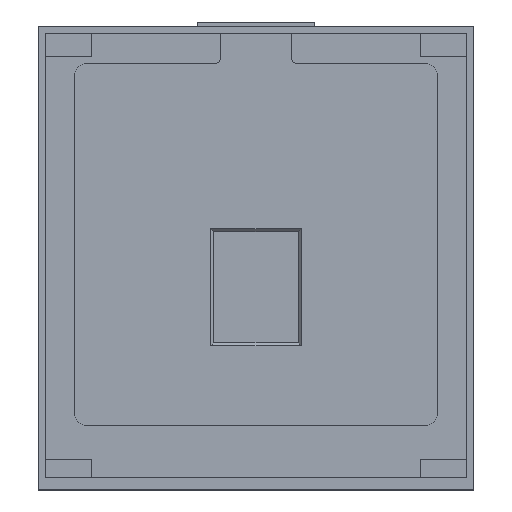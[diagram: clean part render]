
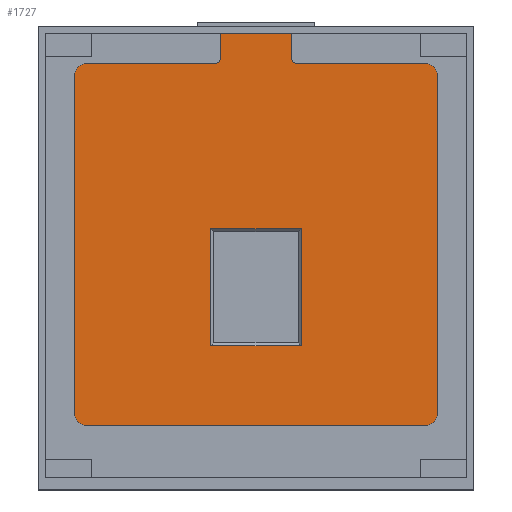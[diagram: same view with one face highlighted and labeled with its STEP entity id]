
A CAD part, top view. The second image highlights one B-rep face of the part: STEP entity #1727.
In plain terms, the highlighted free-form (B-spline) face has degree [1, 1] with [2, 2] control points.
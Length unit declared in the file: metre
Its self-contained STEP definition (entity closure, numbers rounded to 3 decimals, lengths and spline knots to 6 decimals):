
#105=LINE('',#2602,#277);
#118=LINE('',#2667,#290);
#119=LINE('',#2672,#291);
#120=LINE('',#2676,#292);
#121=LINE('',#2680,#293);
#122=LINE('',#2681,#294);
#123=LINE('',#2685,#295);
#124=LINE('',#2689,#296);
#125=LINE('',#2692,#297);
#126=LINE('',#2695,#298);
#127=LINE('',#2697,#299);
#128=LINE('',#2699,#300);
#277=VECTOR('',#2002,1.);
#290=VECTOR('',#2023,1.);
#291=VECTOR('',#2026,1.);
#292=VECTOR('',#2029,1.);
#293=VECTOR('',#2032,1.);
#294=VECTOR('',#2033,1.);
#295=VECTOR('',#2036,1.);
#296=VECTOR('',#2039,1.);
#297=VECTOR('',#2042,1.);
#298=VECTOR('',#2043,1.);
#299=VECTOR('',#2044,1.);
#300=VECTOR('',#2045,1.);
#388=B_SPLINE_SURFACE_WITH_KNOTS('',1,1,((#2663,#2664),(#2665,#2666)),
 .PLANE_SURF.,.F.,.F.,.F.,(2,2),(2,2),(0.,1.),(0.,1.),.UNSPECIFIED.);
#639=ORIENTED_EDGE('',*,*,#1119,.F.);
#640=ORIENTED_EDGE('',*,*,#1120,.T.);
#641=ORIENTED_EDGE('',*,*,#1121,.F.);
#642=ORIENTED_EDGE('',*,*,#1122,.T.);
#643=ORIENTED_EDGE('',*,*,#1123,.T.);
#644=ORIENTED_EDGE('',*,*,#1124,.T.);
#645=ORIENTED_EDGE('',*,*,#1125,.T.);
#646=ORIENTED_EDGE('',*,*,#1094,.T.);
#647=ORIENTED_EDGE('',*,*,#1102,.F.);
#648=ORIENTED_EDGE('',*,*,#1105,.T.);
#649=ORIENTED_EDGE('',*,*,#1126,.F.);
#650=ORIENTED_EDGE('',*,*,#1127,.T.);
#651=ORIENTED_EDGE('',*,*,#1128,.T.);
#652=ORIENTED_EDGE('',*,*,#1129,.T.);
#653=ORIENTED_EDGE('',*,*,#1130,.T.);
#654=ORIENTED_EDGE('',*,*,#1131,.T.);
#655=ORIENTED_EDGE('',*,*,#1132,.T.);
#656=ORIENTED_EDGE('',*,*,#1133,.T.);
#657=ORIENTED_EDGE('',*,*,#1134,.T.);
#658=ORIENTED_EDGE('',*,*,#1135,.T.);
#1094=EDGE_CURVE('',#1329,#1332,#1421,.T.);
#1102=EDGE_CURVE('',#1338,#1332,#105,.T.);
#1105=EDGE_CURVE('',#1338,#1340,#1422,.T.);
#1119=EDGE_CURVE('',#1347,#1348,#118,.F.);
#1120=EDGE_CURVE('',#1347,#1349,#1425,.T.);
#1121=EDGE_CURVE('',#1350,#1349,#119,.T.);
#1122=EDGE_CURVE('',#1350,#1351,#1426,.T.);
#1123=EDGE_CURVE('',#1351,#1352,#120,.F.);
#1124=EDGE_CURVE('',#1352,#1353,#1427,.F.);
#1125=EDGE_CURVE('',#1353,#1329,#121,.T.);
#1126=EDGE_CURVE('',#1354,#1340,#122,.T.);
#1127=EDGE_CURVE('',#1354,#1355,#1428,.F.);
#1128=EDGE_CURVE('',#1355,#1356,#123,.F.);
#1129=EDGE_CURVE('',#1356,#1357,#1429,.T.);
#1130=EDGE_CURVE('',#1357,#1358,#124,.T.);
#1131=EDGE_CURVE('',#1358,#1348,#1430,.T.);
#1132=EDGE_CURVE('',#1359,#1360,#125,.T.);
#1133=EDGE_CURVE('',#1360,#1361,#126,.T.);
#1134=EDGE_CURVE('',#1361,#1362,#127,.T.);
#1135=EDGE_CURVE('',#1362,#1359,#128,.T.);
#1329=VERTEX_POINT('',#2532);
#1332=VERTEX_POINT('',#2537);
#1338=VERTEX_POINT('',#2601);
#1340=VERTEX_POINT('',#2614);
#1347=VERTEX_POINT('',#2668);
#1348=VERTEX_POINT('',#2669);
#1349=VERTEX_POINT('',#2671);
#1350=VERTEX_POINT('',#2673);
#1351=VERTEX_POINT('',#2675);
#1352=VERTEX_POINT('',#2677);
#1353=VERTEX_POINT('',#2679);
#1354=VERTEX_POINT('',#2682);
#1355=VERTEX_POINT('',#2684);
#1356=VERTEX_POINT('',#2686);
#1357=VERTEX_POINT('',#2688);
#1358=VERTEX_POINT('',#2690);
#1359=VERTEX_POINT('',#2693);
#1360=VERTEX_POINT('',#2694);
#1361=VERTEX_POINT('',#2696);
#1362=VERTEX_POINT('',#2698);
#1421=CIRCLE('',#1840,0.001);
#1422=CIRCLE('',#1842,0.001);
#1425=CIRCLE('',#1845,0.002);
#1426=CIRCLE('',#1846,0.002);
#1427=CIRCLE('',#1847,0.001);
#1428=CIRCLE('',#1848,0.001);
#1429=CIRCLE('',#1849,0.002);
#1430=CIRCLE('',#1850,0.002);
#1483=EDGE_LOOP('',(#639,#640,#641,#642,#643,#644,#645,#646,#647,#648,#649,
#650,#651,#652,#653,#654));
#1484=EDGE_LOOP('',(#655,#656,#657,#658));
#1595=FACE_BOUND('',#1483,.T.);
#1596=FACE_BOUND('',#1484,.T.);
#1727=ADVANCED_FACE('',(#1595,#1596),#388,.T.);
#1840=AXIS2_PLACEMENT_3D('',#2538,#1997,#1998);
#1842=AXIS2_PLACEMENT_3D('',#2615,#2006,#2007);
#1845=AXIS2_PLACEMENT_3D('',#2670,#2024,#2025);
#1846=AXIS2_PLACEMENT_3D('',#2674,#2027,#2028);
#1847=AXIS2_PLACEMENT_3D('',#2678,#2030,#2031);
#1848=AXIS2_PLACEMENT_3D('',#2683,#2034,#2035);
#1849=AXIS2_PLACEMENT_3D('',#2687,#2037,#2038);
#1850=AXIS2_PLACEMENT_3D('',#2691,#2040,#2041);
#1997=DIRECTION('',(0.,0.,1.));
#1998=DIRECTION('',(1.,0.,0.));
#2002=DIRECTION('',(1.,0.,0.));
#2006=DIRECTION('',(0.,0.,1.));
#2007=DIRECTION('',(1.,0.,0.));
#2023=DIRECTION('',(1.,0.,0.));
#2024=DIRECTION('',(0.,0.,1.));
#2025=DIRECTION('',(1.,0.,0.));
#2026=DIRECTION('',(0.,-1.,0.));
#2027=DIRECTION('',(0.,0.,1.));
#2028=DIRECTION('',(1.,0.,0.));
#2029=DIRECTION('',(1.,0.,0.));
#2030=DIRECTION('',(0.,0.,1.));
#2031=DIRECTION('',(1.,0.,0.));
#2032=DIRECTION('',(0.,1.,0.));
#2033=DIRECTION('',(0.,1.,0.));
#2034=DIRECTION('',(0.,0.,1.));
#2035=DIRECTION('',(1.,0.,0.));
#2036=DIRECTION('',(1.,0.,0.));
#2037=DIRECTION('',(0.,0.,1.));
#2038=DIRECTION('',(1.,0.,0.));
#2039=DIRECTION('',(0.,-1.,0.));
#2040=DIRECTION('',(0.,0.,1.));
#2041=DIRECTION('',(1.,0.,0.));
#2042=DIRECTION('',(1.,0.,0.));
#2043=DIRECTION('',(0.,-1.,0.));
#2044=DIRECTION('',(-1.,0.,0.));
#2045=DIRECTION('',(0.,1.,0.));
#2532=CARTESIAN_POINT('',(0.00615,0.0335,0.0245));
#2537=CARTESIAN_POINT('',(0.00515,0.0345,0.0245));
#2538=CARTESIAN_POINT('',(0.00515,0.0335,0.0245));
#2601=CARTESIAN_POINT('',(-0.00515,0.0345,0.0245));
#2602=CARTESIAN_POINT('',(0.,0.0345,0.0245));
#2614=CARTESIAN_POINT('',(-0.00615,0.0335,0.0245));
#2615=CARTESIAN_POINT('',(-0.00515,0.0335,0.0245));
#2663=CARTESIAN_POINT('',(-0.03443,-0.037635,0.0245));
#2664=CARTESIAN_POINT('',(-0.03443,0.037935,0.0245));
#2665=CARTESIAN_POINT('',(0.03443,-0.037635,0.0245));
#2666=CARTESIAN_POINT('',(0.03443,0.037935,0.0245));
#2667=CARTESIAN_POINT('',(0.,-0.0342,0.0245));
#2668=CARTESIAN_POINT('',(0.0293,-0.0342,0.0245));
#2669=CARTESIAN_POINT('',(-0.0293,-0.0342,0.0245));
#2670=CARTESIAN_POINT('',(0.0293,-0.0322,0.0245));
#2671=CARTESIAN_POINT('',(0.0313,-0.0322,0.0245));
#2672=CARTESIAN_POINT('',(0.0313,-0.003,0.0245));
#2673=CARTESIAN_POINT('',(0.0313,0.0262,0.0245));
#2674=CARTESIAN_POINT('',(0.0293,0.0262,0.0245));
#2675=CARTESIAN_POINT('',(0.0293,0.0282,0.0245));
#2676=CARTESIAN_POINT('',(0.,0.0282,0.0245));
#2677=CARTESIAN_POINT('',(0.00715,0.0282,0.0245));
#2678=CARTESIAN_POINT('',(0.00715,0.0292,0.0245));
#2679=CARTESIAN_POINT('',(0.00615,0.0292,0.0245));
#2680=CARTESIAN_POINT('',(0.00615,0.035,0.0245));
#2681=CARTESIAN_POINT('',(-0.00615,0.035,0.0245));
#2682=CARTESIAN_POINT('',(-0.00615,0.0292,0.0245));
#2683=CARTESIAN_POINT('',(-0.00715,0.0292,0.0245));
#2684=CARTESIAN_POINT('',(-0.00715,0.0282,0.0245));
#2685=CARTESIAN_POINT('',(0.,0.0282,0.0245));
#2686=CARTESIAN_POINT('',(-0.0293,0.0282,0.0245));
#2687=CARTESIAN_POINT('',(-0.0293,0.0262,0.0245));
#2688=CARTESIAN_POINT('',(-0.0313,0.0262,0.0245));
#2689=CARTESIAN_POINT('',(-0.0313,-0.003,0.0245));
#2690=CARTESIAN_POINT('',(-0.0313,-0.0322,0.0245));
#2691=CARTESIAN_POINT('',(-0.0293,-0.0322,0.0245));
#2692=CARTESIAN_POINT('',(0.,-0.0003,0.0245));
#2693=CARTESIAN_POINT('',(-0.0078,-0.0003,0.0245));
#2694=CARTESIAN_POINT('',(0.0078,-0.0003,0.0245));
#2695=CARTESIAN_POINT('',(0.0078,0.,0.0245));
#2696=CARTESIAN_POINT('',(0.0078,-0.0205,0.0245));
#2697=CARTESIAN_POINT('',(-0.0073,-0.0205,0.0245));
#2698=CARTESIAN_POINT('',(-0.0078,-0.0205,0.0245));
#2699=CARTESIAN_POINT('',(-0.0078,-0.0008,0.0245));
